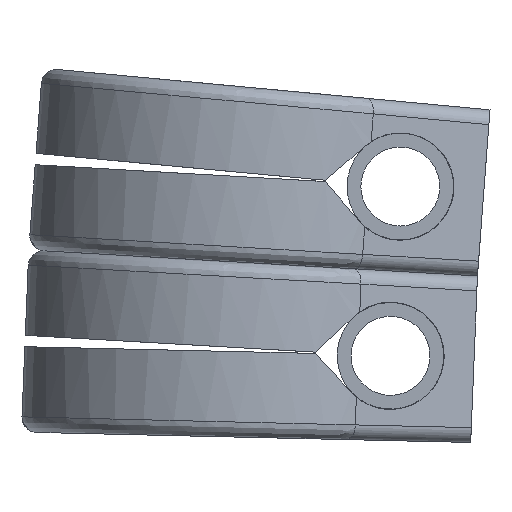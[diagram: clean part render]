
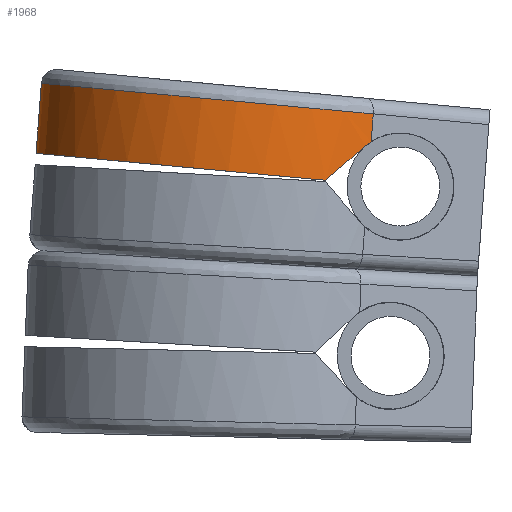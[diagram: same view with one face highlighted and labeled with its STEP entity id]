
A CAD part, front view. The second image highlights one B-rep face of the part: STEP entity #1968.
In plain terms, the highlighted cylindrical face has radius 44.45 mm (diameter 88.9 mm), a partial arc.
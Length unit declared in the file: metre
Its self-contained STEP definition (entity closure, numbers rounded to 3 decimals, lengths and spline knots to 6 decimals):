
#56 = VERTEX_POINT ( 'NONE', #1461 ) ;
#123 = VECTOR ( 'NONE', #2025, 1. ) ;
#141 = CARTESIAN_POINT ( 'NONE',  ( 0.007588, -0.039106, -0.02113 ) ) ;
#191 = ORIENTED_EDGE ( 'NONE', *, *, #1202, .T. ) ;
#223 = VECTOR ( 'NONE', #1652, 1. ) ;
#257 = CARTESIAN_POINT ( 'NONE',  ( 0.014099, -0.038495, -0.022225 ) ) ;
#288 = CARTESIAN_POINT ( 'NONE',  ( 0.002709, -0.041462, -0.016251 ) ) ;
#313 = CARTESIAN_POINT ( 'NONE',  ( 0.000129, -0.042295, -0.013671 ) ) ;
#326 = CARTESIAN_POINT ( 'NONE',  ( 0.005203, -0.040396, -0.018744 ) ) ;
#375 = EDGE_CURVE ( 'NONE', #2200, #2341, #1236, .T. ) ;
#464 = ORIENTED_EDGE ( 'NONE', *, *, #2286, .F. ) ;
#492 = EDGE_CURVE ( 'NONE', #2341, #2265, #1743, .T. ) ;
#513 = CARTESIAN_POINT ( 'NONE',  ( 0.000677, -0.052451, 0.01775 ) ) ;
#525 = CARTESIAN_POINT ( 'NONE',  ( 0.001144, -0.033021, 0.04445 ) ) ;
#527 = EDGE_CURVE ( 'NONE', #2265, #1835, #838, .T. ) ;
#624 =( BOUNDED_CURVE ( )  B_SPLINE_CURVE ( 3, ( #257, #1856, #1268, #1821 ),
 .UNSPECIFIED., .F., .F. ) 
 B_SPLINE_CURVE_WITH_KNOTS ( ( 4, 4 ),
 ( 1.047198, 3.141593 ),
 .UNSPECIFIED. ) 
 CURVE ( )  GEOMETRIC_REPRESENTATION_ITEM ( )  RATIONAL_B_SPLINE_CURVE ( ( 1., 0.667, 0.667, 1. ) ) 
 REPRESENTATION_ITEM ( '' )  );
#695 = ORIENTED_EDGE ( 'NONE', *, *, #492, .T. ) ;
#719 = CARTESIAN_POINT ( 'NONE',  ( 0.001144, 0., 0.04445 ) ) ;
#794 = CARTESIAN_POINT ( 'NONE',  ( 0.007936, -0.038918, -0.021478 ) ) ;
#797 = DIRECTION ( 'NONE',  ( -1., 0., 0. ) ) ;
#838 =( BOUNDED_CURVE ( )  B_SPLINE_CURVE ( 3, ( #2109, #288, #326, #1925 ),
 .UNSPECIFIED., .F., .F. ) 
 B_SPLINE_CURVE_WITH_KNOTS ( ( 4, 4 ),
 ( 1.883421, 2.066181 ),
 .UNSPECIFIED. ) 
 CURVE ( )  GEOMETRIC_REPRESENTATION_ITEM ( )  RATIONAL_B_SPLINE_CURVE ( ( 1., 0.997, 0.997, 1. ) ) 
 REPRESENTATION_ITEM ( '' )  );
#1059 = AXIS2_PLACEMENT_3D ( 'NONE', #2014, #797, #1969 ) ;
#1078 = CARTESIAN_POINT ( 'NONE',  ( 0.008544, -0.038495, -0.022225 ) ) ;
#1202 = EDGE_CURVE ( 'NONE', #56, #2200, #624, .T. ) ;
#1232 = CARTESIAN_POINT ( 'NONE',  ( 0.016668, -0.038495, -0.022225 ) ) ;
#1236 = LINE ( 'NONE', #1624, #123 ) ;
#1268 = CARTESIAN_POINT ( 'NONE',  ( 0.015184, -0.038495, 0.04445 ) ) ;
#1309 = ORIENTED_EDGE ( 'NONE', *, *, #2194, .T. ) ;
#1461 = CARTESIAN_POINT ( 'NONE',  ( 0.014099, -0.038495, -0.022225 ) ) ;
#1624 = CARTESIAN_POINT ( 'NONE',  ( 0.016668, 0., 0.04445 ) ) ;
#1635 = CARTESIAN_POINT ( 'NONE',  ( 0.000129, -0.042295, -0.013671 ) ) ;
#1652 = DIRECTION ( 'NONE',  ( -1., 0., 0. ) ) ;
#1743 =( BOUNDED_CURVE ( )  B_SPLINE_CURVE ( 3, ( #2291, #525, #513, #313 ),
 .UNSPECIFIED., .F., .F. ) 
 B_SPLINE_CURVE_WITH_KNOTS ( ( 4, 4 ),
 ( 3.141593, 5.025014 ),
 .UNSPECIFIED. ) 
 CURVE ( )  GEOMETRIC_REPRESENTATION_ITEM ( )  RATIONAL_B_SPLINE_CURVE ( ( 1., 0.726, 0.726, 1. ) ) 
 REPRESENTATION_ITEM ( '' )  );
#1800 = CARTESIAN_POINT ( 'NONE',  ( 0.015184, 0., 0.04445 ) ) ;
#1811 = CARTESIAN_POINT ( 'NONE',  ( 0.007588, -0.039106, -0.02113 ) ) ;
#1821 = CARTESIAN_POINT ( 'NONE',  ( 0.015184, 0., 0.04445 ) ) ;
#1822 = LINE ( 'NONE', #1232, #223 ) ;
#1835 = VERTEX_POINT ( 'NONE', #141 ) ;
#1856 = CARTESIAN_POINT ( 'NONE',  ( 0.014642, -0.057742, 0.011113 ) ) ;
#1905 = EDGE_LOOP ( 'NONE', ( #191, #2181, #695, #2082, #1309, #464 ) ) ;
#1925 = CARTESIAN_POINT ( 'NONE',  ( 0.007588, -0.039106, -0.02113 ) ) ;
#1968 = ADVANCED_FACE ( 'NONE', ( #2370 ), #2182, .T. ) ;
#1969 = DIRECTION ( 'NONE',  ( 0., 0., 1. ) ) ;
#1997 = CARTESIAN_POINT ( 'NONE',  ( 0.008254, -0.038715, -0.021844 ) ) ;
#2014 = CARTESIAN_POINT ( 'NONE',  ( 0.016668, 0., 0. ) ) ;
#2025 = DIRECTION ( 'NONE',  ( -1., 0., 0. ) ) ;
#2082 = ORIENTED_EDGE ( 'NONE', *, *, #527, .T. ) ;
#2109 = CARTESIAN_POINT ( 'NONE',  ( 0.000129, -0.042295, -0.013671 ) ) ;
#2141 = B_SPLINE_CURVE_WITH_KNOTS ( 'NONE', 3,
 ( #1811, #794, #1997, #2549 ),
 .UNSPECIFIED., .F., .F.,
 ( 4, 4 ),
 ( 0., 0.001577 ),
 .UNSPECIFIED. ) ;
#2181 = ORIENTED_EDGE ( 'NONE', *, *, #375, .T. ) ;
#2182 = CYLINDRICAL_SURFACE ( 'NONE', #1059, 0.04445 ) ;
#2194 = EDGE_CURVE ( 'NONE', #1835, #2495, #2141, .T. ) ;
#2200 = VERTEX_POINT ( 'NONE', #1800 ) ;
#2265 = VERTEX_POINT ( 'NONE', #1635 ) ;
#2286 = EDGE_CURVE ( 'NONE', #56, #2495, #1822, .T. ) ;
#2291 = CARTESIAN_POINT ( 'NONE',  ( 0.001144, 0., 0.04445 ) ) ;
#2341 = VERTEX_POINT ( 'NONE', #719 ) ;
#2370 = FACE_OUTER_BOUND ( 'NONE', #1905, .T. ) ;
#2495 = VERTEX_POINT ( 'NONE', #1078 ) ;
#2549 = CARTESIAN_POINT ( 'NONE',  ( 0.008544, -0.038495, -0.022225 ) ) ;
